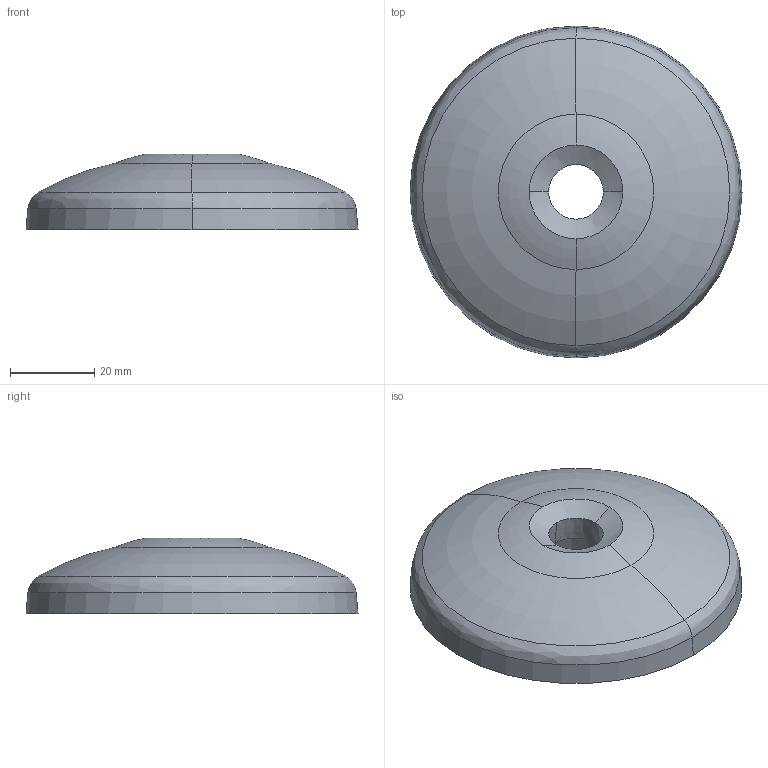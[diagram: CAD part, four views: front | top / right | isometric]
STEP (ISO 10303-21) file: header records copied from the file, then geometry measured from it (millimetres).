
FILE_DESCRIPTION (( 'STEP AP203' ), '1' );
FILE_NAME ('203600404_c_1.STEP', '2022-12-26T03:51:19', ( '' ), ( '' ), 'SwSTEP 2.0', 'SolidWorks 2014', '' );
FILE_SCHEMA (( 'CONFIG_CONTROL_DESIGN' ));
Length unit declared in the file: millimetre
Products named in the file (1): 203600404_c_1
Bounding box: 79 x 79 x 18 mm (x, y, z)
Volume: 28480.5 mm3; surface area: 15073.4 mm2
Topology: 1 solids, 1 shells, 34 faces, 72 edges, 40 vertices
Faces by surface type: bspline 14, cone 10, torus 4, cylinder 4, plane 2
Entity records: 1217 total; most frequent: CARTESIAN_POINT 434, DIRECTION 162, ORIENTED_EDGE 144, AXIS2_PLACEMENT_3D 74, EDGE_CURVE 72, CIRCLE 53, VERTEX_POINT 40, EDGE_LOOP 36
